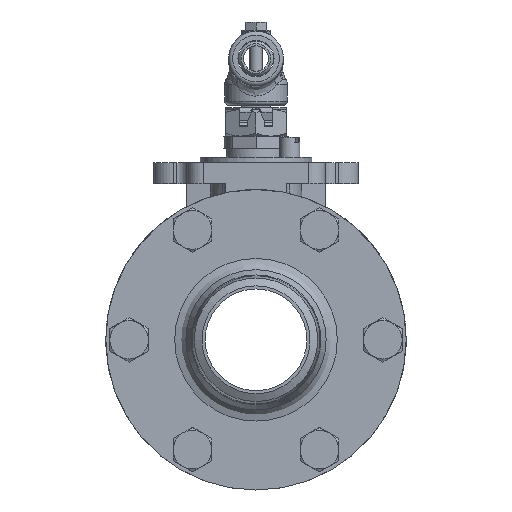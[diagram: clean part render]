
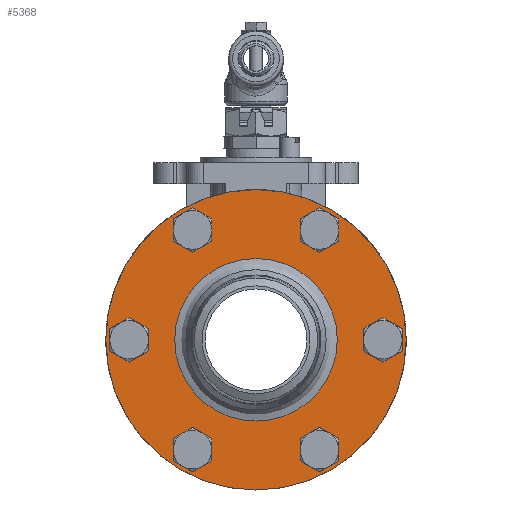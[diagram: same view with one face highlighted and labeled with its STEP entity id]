
A CAD part, front view. The second image highlights one B-rep face of the part: STEP entity #5368.
In plain terms, the highlighted planar face has unit normal (0, -1, 0).
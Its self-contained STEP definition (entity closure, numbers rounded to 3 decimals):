
#4864=CARTESIAN_POINT('',(28.125,-12.75,48.714));
#4865=VERTEX_POINT('',#4864);
#4866=CARTESIAN_POINT('',(31.25,-12.75,54.127));
#4867=DIRECTION('',(0.0,1.,0.0));
#4868=DIRECTION('',(0.5,0.0,0.866));
#4869=AXIS2_PLACEMENT_3D('',#4866,#4867,#4868);
#4870=CIRCLE('',#4869,6.25);
#4871=EDGE_CURVE('',#4865,#4865,#4870,.T.);
#4892=CARTESIAN_POINT('',(-28.125,-12.75,48.714));
#4893=VERTEX_POINT('',#4892);
#4894=CARTESIAN_POINT('',(-31.25,-12.75,54.127));
#4895=DIRECTION('',(0.0,1.0,0.0));
#4896=DIRECTION('',(-0.5,0.0,0.866));
#4897=AXIS2_PLACEMENT_3D('',#4894,#4895,#4896);
#4898=CIRCLE('',#4897,6.25);
#4899=EDGE_CURVE('',#4893,#4893,#4898,.T.);
#4920=CARTESIAN_POINT('',(-56.25,-12.75,0.));
#4921=VERTEX_POINT('',#4920);
#4922=CARTESIAN_POINT('',(-62.5,-12.75,0.));
#4923=DIRECTION('',(0.0,1.0,0.0));
#4924=DIRECTION('',(-1.0,0.0,0.0));
#4925=AXIS2_PLACEMENT_3D('',#4922,#4923,#4924);
#4926=CIRCLE('',#4925,6.25);
#4927=EDGE_CURVE('',#4921,#4921,#4926,.T.);
#4948=CARTESIAN_POINT('',(-28.125,-12.75,-48.714));
#4949=VERTEX_POINT('',#4948);
#4950=CARTESIAN_POINT('',(-31.25,-12.75,-54.127));
#4951=DIRECTION('',(0.0,1.,0.0));
#4952=DIRECTION('',(-0.5,0.0,-0.866));
#4953=AXIS2_PLACEMENT_3D('',#4950,#4951,#4952);
#4954=CIRCLE('',#4953,6.25);
#4955=EDGE_CURVE('',#4949,#4949,#4954,.T.);
#4976=CARTESIAN_POINT('',(28.125,-12.75,-48.714));
#4977=VERTEX_POINT('',#4976);
#4978=CARTESIAN_POINT('',(31.25,-12.75,-54.127));
#4979=DIRECTION('',(0.0,1.0,0.0));
#4980=DIRECTION('',(0.5,0.0,-0.866));
#4981=AXIS2_PLACEMENT_3D('',#4978,#4979,#4980);
#4982=CIRCLE('',#4981,6.25);
#4983=EDGE_CURVE('',#4977,#4977,#4982,.T.);
#5004=CARTESIAN_POINT('',(56.25,-12.75,0.));
#5005=VERTEX_POINT('',#5004);
#5006=CARTESIAN_POINT('',(62.5,-12.75,0.0));
#5007=DIRECTION('',(0.0,1.0,0.0));
#5008=DIRECTION('',(1.0,0.0,0.0));
#5009=AXIS2_PLACEMENT_3D('',#5006,#5007,#5008);
#5010=CIRCLE('',#5009,6.25);
#5011=EDGE_CURVE('',#5005,#5005,#5010,.T.);
#5316=CARTESIAN_POINT('',(0.0,-12.75,40.041));
#5317=VERTEX_POINT('',#5316);
#5318=CARTESIAN_POINT('',(0.0,-12.75,0.0));
#5319=DIRECTION('',(0.0,1.0,0.0));
#5320=DIRECTION('',(0.0,0.0,1.0));
#5321=AXIS2_PLACEMENT_3D('',#5318,#5319,#5320);
#5322=CIRCLE('',#5321,40.041);
#5323=EDGE_CURVE('',#5317,#5317,#5322,.T.);
#5331=CARTESIAN_POINT('',(0.0,-12.75,57.02));
#5332=DIRECTION('',(0.0,-1.0,0.0));
#5333=DIRECTION('',(0.0,0.0,-1.0));
#5334=AXIS2_PLACEMENT_3D('',#5331,#5332,#5333);
#5335=PLANE('',#5334);
#5336=CARTESIAN_POINT('',(0.0,-12.75,74.));
#5337=VERTEX_POINT('',#5336);
#5338=CARTESIAN_POINT('',(0.0,-12.75,0.0));
#5339=DIRECTION('',(0.0,1.0,0.0));
#5340=DIRECTION('',(0.0,0.0,1.0));
#5341=AXIS2_PLACEMENT_3D('',#5338,#5339,#5340);
#5342=CIRCLE('',#5341,74.);
#5343=EDGE_CURVE('',#5337,#5337,#5342,.T.);
#5344=ORIENTED_EDGE('',*,*,#5343,.F.);
#5345=EDGE_LOOP('',(#5344));
#5346=FACE_OUTER_BOUND('',#5345,.T.);
#5347=ORIENTED_EDGE('',*,*,#4871,.T.);
#5348=EDGE_LOOP('',(#5347));
#5349=FACE_BOUND('',#5348,.T.);
#5350=ORIENTED_EDGE('',*,*,#4899,.T.);
#5351=EDGE_LOOP('',(#5350));
#5352=FACE_BOUND('',#5351,.T.);
#5353=ORIENTED_EDGE('',*,*,#4927,.T.);
#5354=EDGE_LOOP('',(#5353));
#5355=FACE_BOUND('',#5354,.T.);
#5356=ORIENTED_EDGE('',*,*,#4955,.T.);
#5357=EDGE_LOOP('',(#5356));
#5358=FACE_BOUND('',#5357,.T.);
#5359=ORIENTED_EDGE('',*,*,#4983,.T.);
#5360=EDGE_LOOP('',(#5359));
#5361=FACE_BOUND('',#5360,.T.);
#5362=ORIENTED_EDGE('',*,*,#5011,.T.);
#5363=EDGE_LOOP('',(#5362));
#5364=FACE_BOUND('',#5363,.T.);
#5365=ORIENTED_EDGE('',*,*,#5323,.T.);
#5366=EDGE_LOOP('',(#5365));
#5367=FACE_BOUND('',#5366,.T.);
#5368=ADVANCED_FACE('',(#5346,#5349,#5352,#5355,#5358,#5361,#5364,#5367),#5335,.T.);
